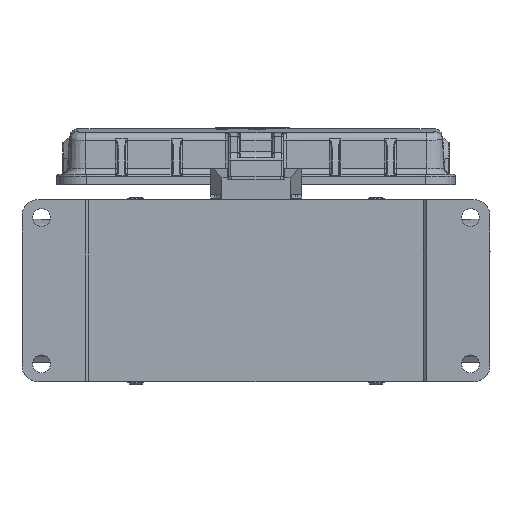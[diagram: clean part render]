
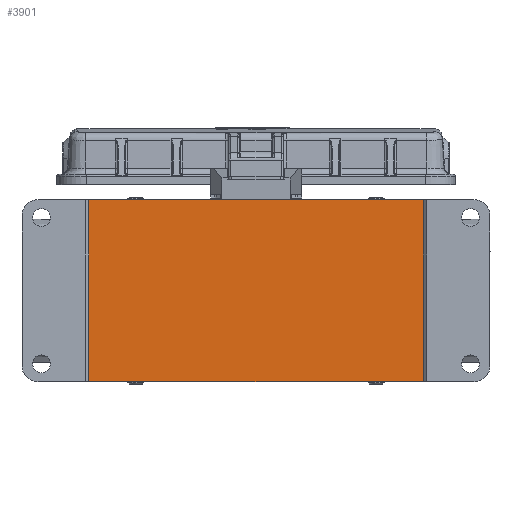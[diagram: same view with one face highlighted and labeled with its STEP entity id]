
A CAD part, front view. The second image highlights one B-rep face of the part: STEP entity #3901.
In plain terms, the highlighted planar face has unit normal (0, -1, 0).
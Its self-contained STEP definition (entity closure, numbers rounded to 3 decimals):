
#3901 = ADVANCED_FACE ( 'NONE', ( #8211 ), #43989, .F. ) ;
#7080 = CARTESIAN_POINT ( 'NONE',  ( 51.5, -22.995, 28. ) ) ;
#8211 = FACE_OUTER_BOUND ( 'NONE', #34241, .T. ) ;
#8248 = AXIS2_PLACEMENT_3D ( 'NONE', #43990, #43991, #43992 ) ;
#12222 = VERTEX_POINT ( 'NONE', #7080 ) ;
#16252 = CARTESIAN_POINT ( 'NONE',  ( -51.5, -22.995, -28. ) ) ;
#16277 = CARTESIAN_POINT ( 'NONE',  ( 51.5, -22.995, -28. ) ) ;
#16278 = CARTESIAN_POINT ( 'NONE',  ( -51.5, -22.995, 28. ) ) ;
#19425 = LINE ( 'NONE', #19428, #46371 ) ;
#19428 = CARTESIAN_POINT ( 'NONE',  ( 51.5, -22.995, 33.6 ) ) ;
#19431 = DIRECTION ( 'NONE',  ( 0., 0., 1. ) ) ;
#19434 = LINE ( 'NONE', #19437, #46372 ) ;
#19437 = CARTESIAN_POINT ( 'NONE',  ( 72., -22.995, -28. ) ) ;
#19440 = DIRECTION ( 'NONE',  ( -1., 0., 0. ) ) ;
#19443 = LINE ( 'NONE', #19446, #46373 ) ;
#19446 = CARTESIAN_POINT ( 'NONE',  ( -72., -22.995, 28. ) ) ;
#19449 = DIRECTION ( 'NONE',  ( 1., 0., 0. ) ) ;
#19452 = LINE ( 'NONE', #19455, #46374 ) ;
#19455 = CARTESIAN_POINT ( 'NONE',  ( -51.5, -22.995, 33.6 ) ) ;
#19458 = DIRECTION ( 'NONE',  ( 0., 0., -1. ) ) ;
#29345 = VERTEX_POINT ( 'NONE', #16252 ) ;
#29406 = VERTEX_POINT ( 'NONE', #16277 ) ;
#29409 = VERTEX_POINT ( 'NONE', #16278 ) ;
#30139 = EDGE_CURVE ( 'NONE', #29406, #12222, #19425, .T. ) ;
#30140 = EDGE_CURVE ( 'NONE', #29406, #29345, #19434, .T. ) ;
#30141 = EDGE_CURVE ( 'NONE', #29409, #12222, #19443, .T. ) ;
#30142 = EDGE_CURVE ( 'NONE', #29409, #29345, #19452, .T. ) ;
#34241 = EDGE_LOOP ( 'NONE', ( #48549, #48564, #48557, #48573 ) ) ;
#43989 = PLANE ( 'NONE',  #8248 ) ;
#43990 = CARTESIAN_POINT ( 'NONE',  ( 51.5, -22.995, 33.6 ) ) ;
#43991 = DIRECTION ( 'NONE',  ( 0., 1., 0. ) ) ;
#43992 = DIRECTION ( 'NONE',  ( 0., 0., 1. ) ) ;
#46371 = VECTOR ( 'NONE', #19431, 1000. ) ;
#46372 = VECTOR ( 'NONE', #19440, 1000. ) ;
#46373 = VECTOR ( 'NONE', #19449, 1000. ) ;
#46374 = VECTOR ( 'NONE', #19458, 1000. ) ;
#48549 = ORIENTED_EDGE ( 'NONE', *, *, #30140, .F. ) ;
#48557 = ORIENTED_EDGE ( 'NONE', *, *, #30141, .F. ) ;
#48564 = ORIENTED_EDGE ( 'NONE', *, *, #30139, .T. ) ;
#48573 = ORIENTED_EDGE ( 'NONE', *, *, #30142, .T. ) ;
